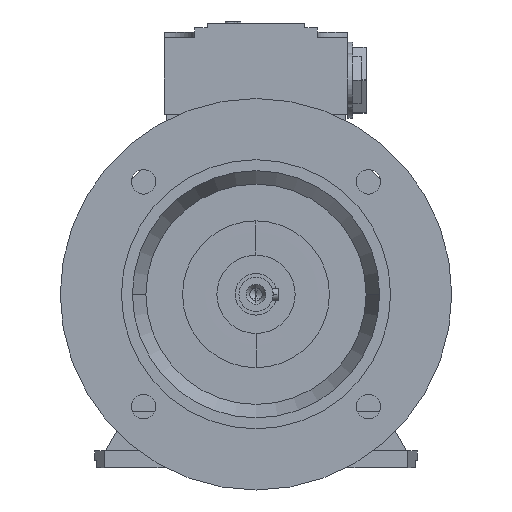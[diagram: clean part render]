
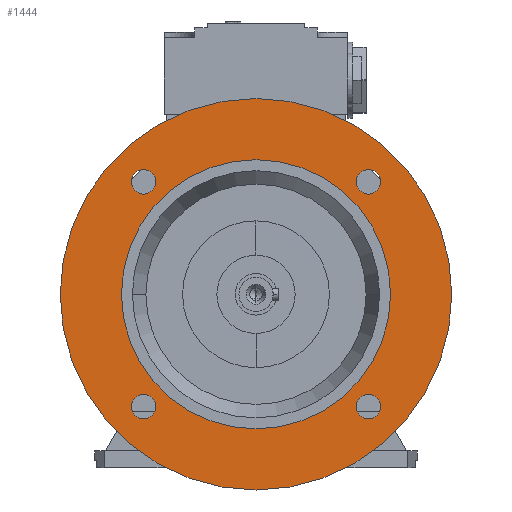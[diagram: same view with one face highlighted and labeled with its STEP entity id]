
A CAD part, left-side view. The second image highlights one B-rep face of the part: STEP entity #1444.
In plain terms, the highlighted planar face has unit normal (-1, 0, 0).
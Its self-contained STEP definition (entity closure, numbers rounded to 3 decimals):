
#1444=ADVANCED_FACE('',(#3154,#3155,#3156,#3157,#3158,#3159),#3160,.T.);
#3154=FACE_BOUND('',#5117,.T.);
#3155=FACE_BOUND('',#5118,.T.);
#3156=FACE_BOUND('',#5119,.T.);
#3157=FACE_BOUND('',#5120,.T.);
#3158=FACE_OUTER_BOUND('',#5121,.T.);
#3159=FACE_BOUND('',#5122,.T.);
#3160=PLANE('',#5123);
#5117=EDGE_LOOP('',(#9441,#9442));
#5118=EDGE_LOOP('',(#9443,#9444));
#5119=EDGE_LOOP('',(#9445,#9446));
#5120=EDGE_LOOP('',(#9447,#9448));
#5121=EDGE_LOOP('',(#9449,#9450));
#5122=EDGE_LOOP('',(#9451,#9452));
#5123=AXIS2_PLACEMENT_3D('',#9453,#9454,#9455);
#9441=ORIENTED_EDGE('',*,*,#13452,.T.);
#9442=ORIENTED_EDGE('',*,*,#11966,.T.);
#9443=ORIENTED_EDGE('',*,*,#13453,.T.);
#9444=ORIENTED_EDGE('',*,*,#11951,.T.);
#9445=ORIENTED_EDGE('',*,*,#13454,.T.);
#9446=ORIENTED_EDGE('',*,*,#11961,.T.);
#9447=ORIENTED_EDGE('',*,*,#13455,.T.);
#9448=ORIENTED_EDGE('',*,*,#11946,.T.);
#9449=ORIENTED_EDGE('',*,*,#11956,.F.);
#9450=ORIENTED_EDGE('',*,*,#13456,.F.);
#9451=ORIENTED_EDGE('',*,*,#12010,.T.);
#9452=ORIENTED_EDGE('',*,*,#13042,.T.);
#9453=CARTESIAN_POINT('',(-22.5,67.5,0.0));
#9454=DIRECTION('',(-1.0,0.0,0.0));
#9455=DIRECTION('',(0.0,-1.0,0.0));
#11946=EDGE_CURVE('',#14368,#14365,#14369,.T.);
#11951=EDGE_CURVE('',#14377,#14374,#14378,.T.);
#11956=EDGE_CURVE('',#14383,#14386,#14387,.T.);
#11961=EDGE_CURVE('',#14395,#14392,#14396,.T.);
#11966=EDGE_CURVE('',#14404,#14401,#14405,.T.);
#12010=EDGE_CURVE('',#14477,#14481,#14483,.T.);
#13042=EDGE_CURVE('',#14481,#14477,#16023,.T.);
#13452=EDGE_CURVE('',#14401,#14404,#16662,.T.);
#13453=EDGE_CURVE('',#14374,#14377,#16663,.T.);
#13454=EDGE_CURVE('',#14392,#14395,#16664,.T.);
#13455=EDGE_CURVE('',#14365,#14368,#16665,.T.);
#13456=EDGE_CURVE('',#14386,#14383,#16666,.T.);
#14365=VERTEX_POINT('',#17944);
#14368=VERTEX_POINT('',#17948);
#14369=CIRCLE('',#17949,5.0);
#14374=VERTEX_POINT('',#17955);
#14377=VERTEX_POINT('',#17959);
#14378=CIRCLE('',#17960,5.0);
#14383=VERTEX_POINT('',#17966);
#14386=VERTEX_POINT('',#17970);
#14387=CIRCLE('',#17971,80.0);
#14392=VERTEX_POINT('',#17977);
#14395=VERTEX_POINT('',#17981);
#14396=CIRCLE('',#17982,5.0);
#14401=VERTEX_POINT('',#17988);
#14404=VERTEX_POINT('',#17992);
#14405=CIRCLE('',#17993,5.0);
#14477=VERTEX_POINT('',#18229);
#14481=VERTEX_POINT('',#18234);
#14483=CIRCLE('',#18237,55.0);
#16023=CIRCLE('',#20468,55.0);
#16662=CIRCLE('',#22249,5.0);
#16663=CIRCLE('',#22250,5.0);
#16664=CIRCLE('',#22251,5.0);
#16665=CIRCLE('',#22252,5.0);
#16666=CIRCLE('',#22253,80.0);
#17944=CARTESIAN_POINT('',(-22.5,-49.497,49.497));
#17948=CARTESIAN_POINT('',(-22.5,-42.426,42.426));
#17949=AXIS2_PLACEMENT_3D('',#24386,#24387,#24388);
#17955=CARTESIAN_POINT('',(-22.5,49.497,-49.497));
#17959=CARTESIAN_POINT('',(-22.5,42.426,-42.426));
#17960=AXIS2_PLACEMENT_3D('',#24394,#24395,#24396);
#17966=CARTESIAN_POINT('',(-22.5,80.0,0.0));
#17970=CARTESIAN_POINT('',(-22.5,-80.0,0.));
#17971=AXIS2_PLACEMENT_3D('',#24402,#24403,#24404);
#17977=CARTESIAN_POINT('',(-22.5,49.497,49.497));
#17981=CARTESIAN_POINT('',(-22.5,42.426,42.426));
#17982=AXIS2_PLACEMENT_3D('',#24410,#24411,#24412);
#17988=CARTESIAN_POINT('',(-22.5,-49.497,-49.497));
#17992=CARTESIAN_POINT('',(-22.5,-42.426,-42.426));
#17993=AXIS2_PLACEMENT_3D('',#24418,#24419,#24420);
#18229=CARTESIAN_POINT('',(-22.5,55.0,0.0));
#18234=CARTESIAN_POINT('',(-22.5,-55.0,0.));
#18237=AXIS2_PLACEMENT_3D('',#24481,#24482,#24483);
#20468=AXIS2_PLACEMENT_3D('',#25518,#25519,#25520);
#22249=AXIS2_PLACEMENT_3D('',#25932,#25933,#25934);
#22250=AXIS2_PLACEMENT_3D('',#25935,#25936,#25937);
#22251=AXIS2_PLACEMENT_3D('',#25938,#25939,#25940);
#22252=AXIS2_PLACEMENT_3D('',#25941,#25942,#25943);
#22253=AXIS2_PLACEMENT_3D('',#25944,#25945,#25946);
#24386=CARTESIAN_POINT('',(-22.5,-45.962,45.962));
#24387=DIRECTION('',(1.0,0.0,-0.0));
#24388=DIRECTION('',(0.0,-0.707,0.707));
#24394=CARTESIAN_POINT('',(-22.5,45.962,-45.962));
#24395=DIRECTION('',(1.0,-0.0,0.0));
#24396=DIRECTION('',(0.0,0.707,-0.707));
#24402=CARTESIAN_POINT('',(-22.5,0.0,0.0));
#24403=DIRECTION('',(1.0,0.0,0.0));
#24404=DIRECTION('',(0.0,1.0,0.0));
#24410=CARTESIAN_POINT('',(-22.5,45.962,45.962));
#24411=DIRECTION('',(1.0,0.0,-0.0));
#24412=DIRECTION('',(0.0,0.707,0.707));
#24418=CARTESIAN_POINT('',(-22.5,-45.962,-45.962));
#24419=DIRECTION('',(1.0,0.0,0.0));
#24420=DIRECTION('',(0.0,-0.707,-0.707));
#24481=CARTESIAN_POINT('',(-22.5,0.0,0.0));
#24482=DIRECTION('',(1.0,0.0,0.0));
#24483=DIRECTION('',(0.0,1.0,0.0));
#25518=CARTESIAN_POINT('',(-22.5,0.0,0.0));
#25519=DIRECTION('',(1.0,0.0,0.0));
#25520=DIRECTION('',(0.0,1.0,0.0));
#25932=CARTESIAN_POINT('',(-22.5,-45.962,-45.962));
#25933=DIRECTION('',(1.0,0.0,0.0));
#25934=DIRECTION('',(0.0,-0.707,-0.707));
#25935=CARTESIAN_POINT('',(-22.5,45.962,-45.962));
#25936=DIRECTION('',(1.0,-0.0,0.0));
#25937=DIRECTION('',(0.0,0.707,-0.707));
#25938=CARTESIAN_POINT('',(-22.5,45.962,45.962));
#25939=DIRECTION('',(1.0,0.0,-0.0));
#25940=DIRECTION('',(0.0,0.707,0.707));
#25941=CARTESIAN_POINT('',(-22.5,-45.962,45.962));
#25942=DIRECTION('',(1.0,0.0,-0.0));
#25943=DIRECTION('',(0.0,-0.707,0.707));
#25944=CARTESIAN_POINT('',(-22.5,0.0,0.0));
#25945=DIRECTION('',(1.0,0.0,0.0));
#25946=DIRECTION('',(0.0,1.0,0.0));
